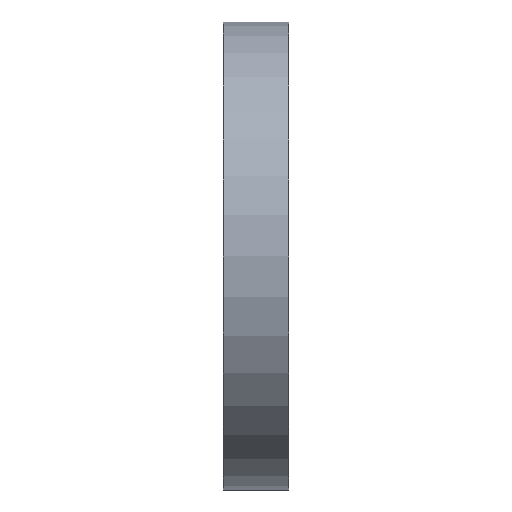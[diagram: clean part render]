
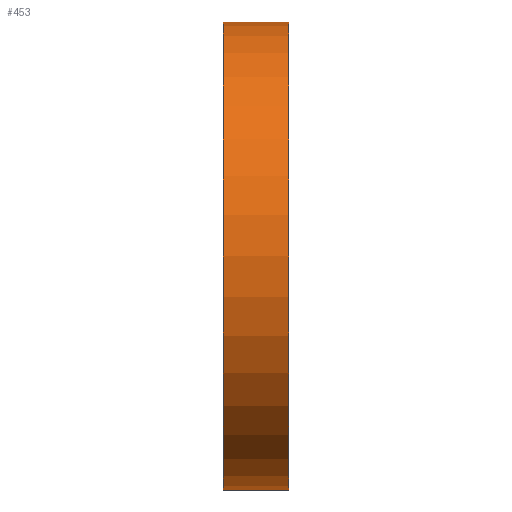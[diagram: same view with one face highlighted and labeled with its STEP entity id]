
A CAD part, left-side view. The second image highlights one B-rep face of the part: STEP entity #453.
In plain terms, the highlighted cylindrical face has radius 16 mm (diameter 32 mm), a partial arc.
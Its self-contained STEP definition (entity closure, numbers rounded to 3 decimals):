
#12 = EDGE_LOOP ( 'NONE', ( #63, #20, #432, #184 ) ) ;
#16 = AXIS2_PLACEMENT_3D ( 'NONE', #415, #533, #780 ) ;
#20 = ORIENTED_EDGE ( 'NONE', *, *, #766, .T. ) ;
#63 = ORIENTED_EDGE ( 'NONE', *, *, #240, .F. ) ;
#121 = DIRECTION ( 'NONE',  ( 0., 0., 1. ) ) ;
#127 = CARTESIAN_POINT ( 'NONE',  ( 0., 0., 16. ) ) ;
#150 = VERTEX_POINT ( 'NONE', #153 ) ;
#153 = CARTESIAN_POINT ( 'NONE',  ( 0., 4.5, 16. ) ) ;
#184 = ORIENTED_EDGE ( 'NONE', *, *, #601, .F. ) ;
#224 = LINE ( 'NONE', #465, #693 ) ;
#240 = EDGE_CURVE ( 'NONE', #150, #277, #652, .T. ) ;
#250 = CARTESIAN_POINT ( 'NONE',  ( 0., 0., -16. ) ) ;
#277 = VERTEX_POINT ( 'NONE', #127 ) ;
#290 = CARTESIAN_POINT ( 'NONE',  ( 0., 4.5, -16. ) ) ;
#331 = VERTEX_POINT ( 'NONE', #250 ) ;
#347 = DIRECTION ( 'NONE',  ( 0., -1., 0. ) ) ;
#389 = CYLINDRICAL_SURFACE ( 'NONE', #564, 16. ) ;
#393 = FACE_OUTER_BOUND ( 'NONE', #12, .T. ) ;
#409 = DIRECTION ( 'NONE',  ( 0., -1., 0. ) ) ;
#415 = CARTESIAN_POINT ( 'NONE',  ( 0., 0., 0. ) ) ;
#427 = DIRECTION ( 'NONE',  ( 0., -1., 0. ) ) ;
#431 = CARTESIAN_POINT ( 'NONE',  ( 0., 4.5, 0. ) ) ;
#432 = ORIENTED_EDGE ( 'NONE', *, *, #519, .T. ) ;
#453 = ADVANCED_FACE ( 'NONE', ( #393 ), #389, .T. ) ;
#462 = DIRECTION ( 'NONE',  ( 0., 0., -1. ) ) ;
#465 = CARTESIAN_POINT ( 'NONE',  ( 0., 4.5, -16. ) ) ;
#519 = EDGE_CURVE ( 'NONE', #556, #331, #224, .T. ) ;
#533 = DIRECTION ( 'NONE',  ( 0., -1., 0. ) ) ;
#541 = CIRCLE ( 'NONE', #734, 16. ) ;
#556 = VERTEX_POINT ( 'NONE', #290 ) ;
#564 = AXIS2_PLACEMENT_3D ( 'NONE', #574, #578, #462 ) ;
#574 = CARTESIAN_POINT ( 'NONE',  ( 0., 4.5, 0. ) ) ;
#578 = DIRECTION ( 'NONE',  ( 0., -1., 0. ) ) ;
#601 = EDGE_CURVE ( 'NONE', #277, #331, #772, .T. ) ;
#652 = LINE ( 'NONE', #776, #718 ) ;
#693 = VECTOR ( 'NONE', #409, 1000. ) ;
#718 = VECTOR ( 'NONE', #347, 1000. ) ;
#734 = AXIS2_PLACEMENT_3D ( 'NONE', #431, #427, #121 ) ;
#766 = EDGE_CURVE ( 'NONE', #150, #556, #541, .T. ) ;
#772 = CIRCLE ( 'NONE', #16, 16. ) ;
#776 = CARTESIAN_POINT ( 'NONE',  ( 0., 4.5, 16. ) ) ;
#780 = DIRECTION ( 'NONE',  ( 0., 0., 1. ) ) ;
